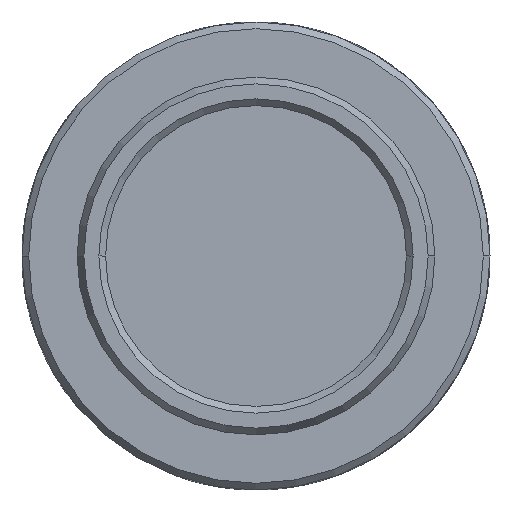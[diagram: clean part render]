
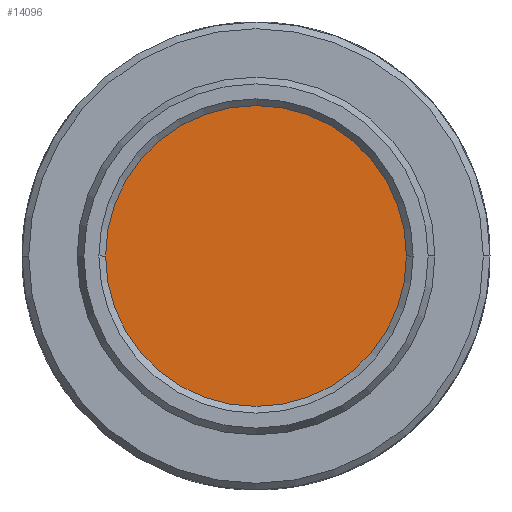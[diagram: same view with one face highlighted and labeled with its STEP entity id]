
A CAD part, left-side view. The second image highlights one B-rep face of the part: STEP entity #14096.
In plain terms, the highlighted planar face has unit normal (-1, 0, 0).
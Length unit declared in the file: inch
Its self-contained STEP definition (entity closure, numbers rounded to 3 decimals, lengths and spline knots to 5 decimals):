
#2370 = CARTESIAN_POINT ( 'NONE',  ( -0.125, 0., -0.25 ) ) ;
#2697 = CARTESIAN_POINT ( 'NONE',  ( -0.125, 0., 0. ) ) ;
#3873 = CARTESIAN_POINT ( 'NONE',  ( -0.125, 0., 0. ) ) ;
#3945 = DIRECTION ( 'NONE',  ( 0., 0., -1. ) ) ;
#4942 = AXIS2_PLACEMENT_3D ( 'NONE', #3873, #12541, #5118 ) ;
#5118 = DIRECTION ( 'NONE',  ( 0., 0., -1. ) ) ;
#5395 = CARTESIAN_POINT ( 'NONE',  ( -0.125, 0., 0. ) ) ;
#5776 = CARTESIAN_POINT ( 'NONE',  ( -0.125, 0., 0.25 ) ) ;
#7879 = DIRECTION ( 'NONE',  ( 0., 0., -1. ) ) ;
#9207 = VERTEX_POINT ( 'NONE', #5776 ) ;
#9940 = FACE_OUTER_BOUND ( 'NONE', #13715, .T. ) ;
#9953 = CIRCLE ( 'NONE', #15935, 0.25 ) ;
#10414 = ORIENTED_EDGE ( 'NONE', *, *, #13755, .F. ) ;
#11369 = DIRECTION ( 'NONE',  ( 1., 0., 0. ) ) ;
#11716 = ORIENTED_EDGE ( 'NONE', *, *, #15805, .F. ) ;
#12541 = DIRECTION ( 'NONE',  ( 1., 0., 0. ) ) ;
#13715 = EDGE_LOOP ( 'NONE', ( #10414, #11716 ) ) ;
#13755 = EDGE_CURVE ( 'NONE', #15098, #9207, #14797, .T. ) ;
#14050 = PLANE ( 'NONE',  #14074 ) ;
#14074 = AXIS2_PLACEMENT_3D ( 'NONE', #5395, #15291, #7879 ) ;
#14096 = ADVANCED_FACE ( 'NONE', ( #9940 ), #14050, .F. ) ;
#14797 = CIRCLE ( 'NONE', #4942, 0.25 ) ;
#15098 = VERTEX_POINT ( 'NONE', #2370 ) ;
#15291 = DIRECTION ( 'NONE',  ( 1., 0., 0. ) ) ;
#15805 = EDGE_CURVE ( 'NONE', #9207, #15098, #9953, .T. ) ;
#15935 = AXIS2_PLACEMENT_3D ( 'NONE', #2697, #11369, #3945 ) ;
